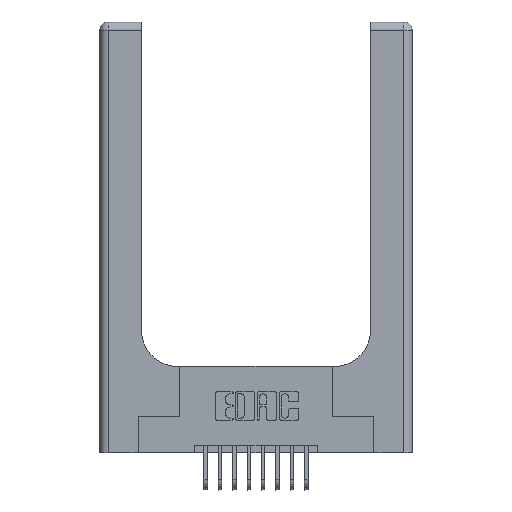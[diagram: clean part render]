
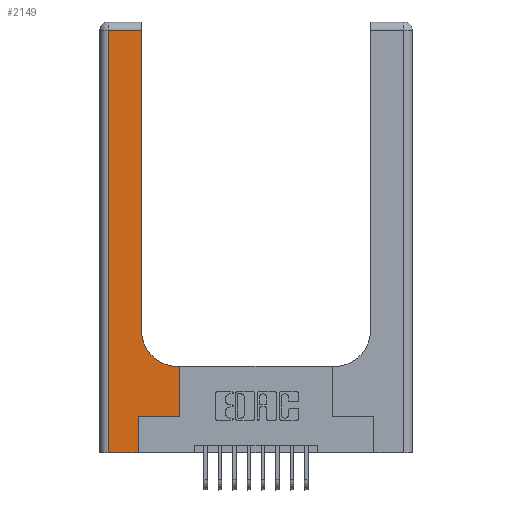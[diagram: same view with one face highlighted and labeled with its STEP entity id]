
A CAD part, top view. The second image highlights one B-rep face of the part: STEP entity #2149.
In plain terms, the highlighted planar face has unit normal (0, 0, 1).
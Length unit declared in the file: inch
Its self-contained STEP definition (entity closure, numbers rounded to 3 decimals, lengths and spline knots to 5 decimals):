
#166 = DIRECTION ( 'NONE',  ( 1., 0., 0. ) ) ;
#526 = VERTEX_POINT ( 'NONE', #8598 ) ;
#724 = VERTEX_POINT ( 'NONE', #3914 ) ;
#777 = EDGE_LOOP ( 'NONE', ( #2637, #3079, #6111, #3289, #3700, #14761, #7154, #3982, #7993 ) ) ;
#1649 = LINE ( 'NONE', #3595, #12669 ) ;
#1800 = VERTEX_POINT ( 'NONE', #15666 ) ;
#2149 = ADVANCED_FACE ( 'NONE', ( #10555 ), #7852, .F. ) ;
#2159 = EDGE_CURVE ( 'NONE', #12579, #526, #9746, .T. ) ;
#2271 = EDGE_CURVE ( 'NONE', #6246, #10853, #8140, .T. ) ;
#2283 = DIRECTION ( 'NONE',  ( -1., 0., 0. ) ) ;
#2467 = DIRECTION ( 'NONE',  ( -1., 0., 0. ) ) ;
#2637 = ORIENTED_EDGE ( 'NONE', *, *, #7710, .T. ) ;
#2774 = DIRECTION ( 'NONE',  ( 0., 1., 0. ) ) ;
#3079 = ORIENTED_EDGE ( 'NONE', *, *, #4776, .T. ) ;
#3289 = ORIENTED_EDGE ( 'NONE', *, *, #2159, .T. ) ;
#3366 = AXIS2_PLACEMENT_3D ( 'NONE', #15452, #10229, #2283 ) ;
#3595 = CARTESIAN_POINT ( 'NONE',  ( 0.269, 0., 0.37 ) ) ;
#3700 = ORIENTED_EDGE ( 'NONE', *, *, #15527, .T. ) ;
#3853 = DIRECTION ( 'NONE',  ( -1., 0., 0. ) ) ;
#3854 = CARTESIAN_POINT ( 'NONE',  ( 0.269, 0.25, 0.37 ) ) ;
#3914 = CARTESIAN_POINT ( 'NONE',  ( 0.2915, 2.94, 0.37 ) ) ;
#3982 = ORIENTED_EDGE ( 'NONE', *, *, #4704, .T. ) ;
#4118 = CARTESIAN_POINT ( 'NONE',  ( 0.06, 0., 0.37 ) ) ;
#4308 = CIRCLE ( 'NONE', #14174, 0.25 ) ;
#4474 = DIRECTION ( 'NONE',  ( 0., -1., 0. ) ) ;
#4538 = DIRECTION ( 'NONE',  ( 0., 1., 0. ) ) ;
#4704 = EDGE_CURVE ( 'NONE', #10853, #9599, #6338, .T. ) ;
#4776 = EDGE_CURVE ( 'NONE', #724, #13927, #12859, .T. ) ;
#5045 = DIRECTION ( 'NONE',  ( 1., 0., 0. ) ) ;
#5062 = CARTESIAN_POINT ( 'NONE',  ( 0.5585, 0.6, 0.37 ) ) ;
#5146 = DIRECTION ( 'NONE',  ( 0., 1., 0. ) ) ;
#5792 = EDGE_CURVE ( 'NONE', #13927, #12579, #9141, .T. ) ;
#6020 = EDGE_CURVE ( 'NONE', #9599, #1800, #4308, .T. ) ;
#6111 = ORIENTED_EDGE ( 'NONE', *, *, #5792, .T. ) ;
#6246 = VERTEX_POINT ( 'NONE', #11228 ) ;
#6338 = LINE ( 'NONE', #12424, #6540 ) ;
#6399 = CARTESIAN_POINT ( 'NONE',  ( 0.5415, 0.6, 0.37 ) ) ;
#6540 = VECTOR ( 'NONE', #3853, 39.37008 ) ;
#7154 = ORIENTED_EDGE ( 'NONE', *, *, #2271, .T. ) ;
#7710 = EDGE_CURVE ( 'NONE', #1800, #724, #13552, .T. ) ;
#7852 = PLANE ( 'NONE',  #3366 ) ;
#7993 = ORIENTED_EDGE ( 'NONE', *, *, #6020, .T. ) ;
#8102 = VERTEX_POINT ( 'NONE', #3854 ) ;
#8140 = LINE ( 'NONE', #9476, #8348 ) ;
#8348 = VECTOR ( 'NONE', #2774, 39.37008 ) ;
#8598 = CARTESIAN_POINT ( 'NONE',  ( 0.269, 0., 0.37 ) ) ;
#8669 = DIRECTION ( 'NONE',  ( 0., 0., -1. ) ) ;
#9041 = VECTOR ( 'NONE', #4474, 39.37008 ) ;
#9141 = LINE ( 'NONE', #10670, #9041 ) ;
#9476 = CARTESIAN_POINT ( 'NONE',  ( 0.5585, 0.25, 0.37 ) ) ;
#9599 = VERTEX_POINT ( 'NONE', #6399 ) ;
#9633 = EDGE_CURVE ( 'NONE', #8102, #6246, #11853, .T. ) ;
#9746 = LINE ( 'NONE', #12421, #9780 ) ;
#9780 = VECTOR ( 'NONE', #12378, 39.37008 ) ;
#10097 = CARTESIAN_POINT ( 'NONE',  ( 0.06, 2.94, 0.37 ) ) ;
#10229 = DIRECTION ( 'NONE',  ( 0., 0., -1. ) ) ;
#10378 = CARTESIAN_POINT ( 'NONE',  ( 0., 2.94, 0.37 ) ) ;
#10555 = FACE_OUTER_BOUND ( 'NONE', #777, .T. ) ;
#10670 = CARTESIAN_POINT ( 'NONE',  ( 0.06, 3., 0.37 ) ) ;
#10707 = CARTESIAN_POINT ( 'NONE',  ( 0.2915, 3., 0.37 ) ) ;
#10853 = VERTEX_POINT ( 'NONE', #5062 ) ;
#10997 = VECTOR ( 'NONE', #2467, 39.37008 ) ;
#11228 = CARTESIAN_POINT ( 'NONE',  ( 0.5585, 0.25, 0.37 ) ) ;
#11799 = VECTOR ( 'NONE', #5045, 39.37008 ) ;
#11853 = LINE ( 'NONE', #13321, #11799 ) ;
#12378 = DIRECTION ( 'NONE',  ( 1., 0., 0. ) ) ;
#12421 = CARTESIAN_POINT ( 'NONE',  ( 0., 0., 0.37 ) ) ;
#12424 = CARTESIAN_POINT ( 'NONE',  ( 0.2915, 0.6, 0.37 ) ) ;
#12579 = VERTEX_POINT ( 'NONE', #4118 ) ;
#12669 = VECTOR ( 'NONE', #5146, 39.37008 ) ;
#12859 = LINE ( 'NONE', #10378, #10997 ) ;
#13321 = CARTESIAN_POINT ( 'NONE',  ( 0.269, 0.25, 0.37 ) ) ;
#13504 = VECTOR ( 'NONE', #4538, 39.37008 ) ;
#13552 = LINE ( 'NONE', #10707, #13504 ) ;
#13927 = VERTEX_POINT ( 'NONE', #10097 ) ;
#14174 = AXIS2_PLACEMENT_3D ( 'NONE', #15134, #8669, #166 ) ;
#14761 = ORIENTED_EDGE ( 'NONE', *, *, #9633, .T. ) ;
#15134 = CARTESIAN_POINT ( 'NONE',  ( 0.5415, 0.85, 0.37 ) ) ;
#15452 = CARTESIAN_POINT ( 'NONE',  ( 0., 3., 0.37 ) ) ;
#15527 = EDGE_CURVE ( 'NONE', #526, #8102, #1649, .T. ) ;
#15666 = CARTESIAN_POINT ( 'NONE',  ( 0.2915, 0.85, 0.37 ) ) ;
